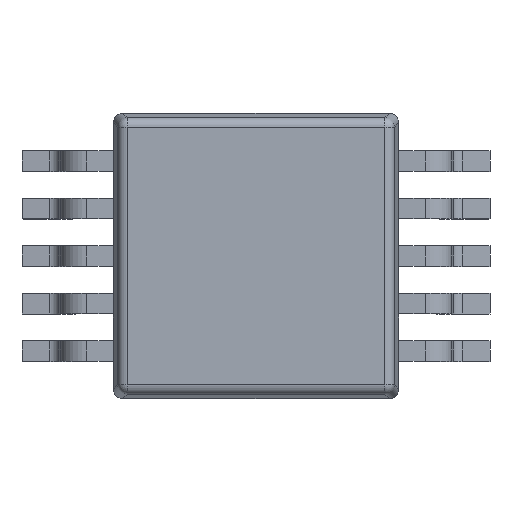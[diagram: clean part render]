
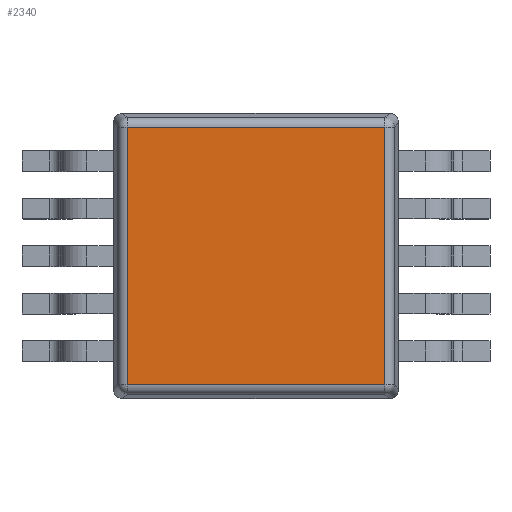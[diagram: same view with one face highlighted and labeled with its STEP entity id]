
A CAD part, top view. The second image highlights one B-rep face of the part: STEP entity #2340.
In plain terms, the highlighted face is planar.
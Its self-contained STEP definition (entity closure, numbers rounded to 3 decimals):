
#564=DIRECTION('',(0.,0.,1.));
#565=VECTOR('',#564,2.712);
#566=CARTESIAN_POINT('',(-1.356,0.342,-1.356));
#567=LINE('',#566,#565);
#578=DIRECTION('',(1.,0.,0.));
#579=VECTOR('',#578,2.712);
#580=CARTESIAN_POINT('',(-1.356,0.342,1.356));
#581=LINE('',#580,#579);
#1694=DIRECTION('',(0.,0.,-1.));
#1695=VECTOR('',#1694,2.712);
#1696=CARTESIAN_POINT('',(1.356,0.342,1.356));
#1697=LINE('',#1696,#1695);
#1732=DIRECTION('',(-1.,0.,0.));
#1733=VECTOR('',#1732,2.712);
#1734=CARTESIAN_POINT('',(1.356,0.342,-1.356));
#1735=LINE('',#1734,#1733);
#1746=CARTESIAN_POINT('',(1.356,0.342,1.356));
#1747=CARTESIAN_POINT('',(1.356,0.342,-1.356));
#1748=VERTEX_POINT('',#1746);
#1749=VERTEX_POINT('',#1747);
#1754=CARTESIAN_POINT('',(-1.356,0.342,-1.356));
#1755=VERTEX_POINT('',#1754);
#1760=CARTESIAN_POINT('',(-1.356,0.342,1.356));
#1761=VERTEX_POINT('',#1760);
#2326=CARTESIAN_POINT('',(0.,0.342,0.));
#2327=DIRECTION('',(0.,1.,0.));
#2328=DIRECTION('',(1.,0.,0.));
#2329=AXIS2_PLACEMENT_3D('',#2326,#2327,#2328);
#2330=PLANE('',#2329);
#2332=ORIENTED_EDGE('',*,*,#2331,.F.);
#2333=ORIENTED_EDGE('',*,*,#2317,.F.);
#2335=ORIENTED_EDGE('',*,*,#2334,.F.);
#2337=ORIENTED_EDGE('',*,*,#2336,.F.);
#2338=EDGE_LOOP('',(#2332,#2333,#2335,#2337));
#2339=FACE_OUTER_BOUND('',#2338,.F.);
#2317=EDGE_CURVE('',#1755,#1761,#567,.T.);
#2331=EDGE_CURVE('',#1761,#1748,#581,.T.);
#2334=EDGE_CURVE('',#1749,#1755,#1735,.T.);
#2336=EDGE_CURVE('',#1748,#1749,#1697,.T.);
#2340=ADVANCED_FACE('',(#2339),#2330,.T.);
